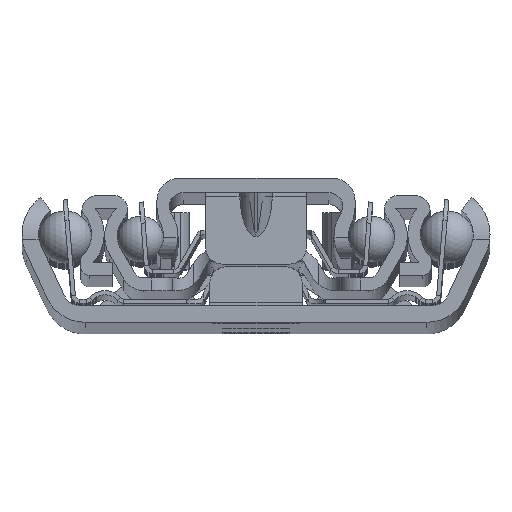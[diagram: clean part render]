
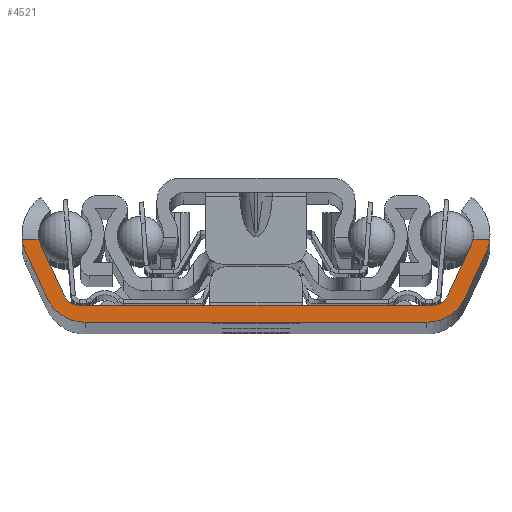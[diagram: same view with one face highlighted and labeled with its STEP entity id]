
A CAD part, top view. The second image highlights one B-rep face of the part: STEP entity #4521.
In plain terms, the highlighted planar face has unit normal (0, 0, 1).
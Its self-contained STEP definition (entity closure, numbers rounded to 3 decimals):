
#36=DIRECTION('',(1.,0.,0.));
#37=VECTOR('',#36,2.009);
#38=CARTESIAN_POINT('',(-27.867,9.9,0.));
#39=LINE('',#38,#37);
#40=CARTESIAN_POINT('',(-22.41,10.5,0.));
#41=DIRECTION('',(0.,0.,-1.));
#42=DIRECTION('',(-0.906,-0.423,0.));
#43=AXIS2_PLACEMENT_3D('',#40,#41,#42);
#45=DIRECTION('',(-0.423,0.906,0.));
#46=VECTOR('',#45,6.472);
#47=CARTESIAN_POINT('',(-22.847,3.155,0.));
#48=LINE('',#47,#46);
#49=CARTESIAN_POINT('',(-21.034,4.,0.));
#50=DIRECTION('',(0.,0.,-1.));
#51=DIRECTION('',(0.,-1.,0.));
#52=AXIS2_PLACEMENT_3D('',#49,#50,#51);
#54=DIRECTION('',(-1.,0.,0.));
#55=VECTOR('',#54,42.068);
#56=CARTESIAN_POINT('',(21.034,2.,0.));
#57=LINE('',#56,#55);
#58=CARTESIAN_POINT('',(21.034,4.,0.));
#59=DIRECTION('',(0.,0.,-1.));
#60=DIRECTION('',(0.906,-0.423,0.));
#61=AXIS2_PLACEMENT_3D('',#58,#59,#60);
#63=DIRECTION('',(-0.423,-0.906,0.));
#64=VECTOR('',#63,6.472);
#65=CARTESIAN_POINT('',(25.582,9.021,0.));
#66=LINE('',#65,#64);
#67=CARTESIAN_POINT('',(22.41,10.5,0.));
#68=DIRECTION('',(0.,0.,-1.));
#69=DIRECTION('',(0.985,-0.171,0.));
#70=AXIS2_PLACEMENT_3D('',#67,#68,#69);
#72=DIRECTION('',(1.,0.,0.));
#73=VECTOR('',#72,2.009);
#74=CARTESIAN_POINT('',(25.858,9.9,0.));
#75=LINE('',#74,#73);
#76=CARTESIAN_POINT('',(22.41,10.5,0.));
#77=DIRECTION('',(0.,0.,1.));
#78=DIRECTION('',(0.906,-0.423,0.));
#79=AXIS2_PLACEMENT_3D('',#76,#77,#78);
#81=DIRECTION('',(0.423,0.906,0.));
#82=VECTOR('',#81,5.84);
#83=CARTESIAN_POINT('',(24.918,2.887,0.));
#84=LINE('',#83,#82);
#85=CARTESIAN_POINT('',(20.386,5.,0.));
#86=DIRECTION('',(0.,0.,1.));
#87=DIRECTION('',(0.,-1.,0.));
#88=AXIS2_PLACEMENT_3D('',#85,#86,#87);
#90=DIRECTION('',(1.,0.,0.));
#91=VECTOR('',#90,40.772);
#92=CARTESIAN_POINT('',(-20.386,0.,0.));
#93=LINE('',#92,#91);
#94=CARTESIAN_POINT('',(-20.386,5.,0.));
#95=DIRECTION('',(0.,0.,1.));
#96=DIRECTION('',(-0.906,-0.423,0.));
#97=AXIS2_PLACEMENT_3D('',#94,#95,#96);
#99=DIRECTION('',(0.423,-0.906,0.));
#100=VECTOR('',#99,5.84);
#101=CARTESIAN_POINT('',(-27.386,8.18,0.));
#102=LINE('',#101,#100);
#103=CARTESIAN_POINT('',(-22.41,10.5,0.));
#104=DIRECTION('',(0.,0.,1.));
#105=DIRECTION('',(-0.994,-0.109,0.));
#106=AXIS2_PLACEMENT_3D('',#103,#104,#105);
#3769=CARTESIAN_POINT('',(-21.034,2.,0.));
#3770=CARTESIAN_POINT('',(-22.847,3.155,0.));
#3771=VERTEX_POINT('',#3769);
#3772=VERTEX_POINT('',#3770);
#3773=CARTESIAN_POINT('',(-25.582,9.021,0.));
#3774=VERTEX_POINT('',#3773);
#3775=CARTESIAN_POINT('',(-27.386,8.18,0.));
#3776=CARTESIAN_POINT('',(-24.918,2.887,0.));
#3777=VERTEX_POINT('',#3775);
#3778=VERTEX_POINT('',#3776);
#3779=CARTESIAN_POINT('',(-20.386,0.,0.));
#3780=VERTEX_POINT('',#3779);
#3781=CARTESIAN_POINT('',(20.386,0.,0.));
#3782=VERTEX_POINT('',#3781);
#3783=CARTESIAN_POINT('',(24.918,2.887,0.));
#3784=VERTEX_POINT('',#3783);
#3785=CARTESIAN_POINT('',(27.386,8.18,0.));
#3786=VERTEX_POINT('',#3785);
#3787=CARTESIAN_POINT('',(25.582,9.021,0.));
#3788=CARTESIAN_POINT('',(22.847,3.155,0.));
#3789=VERTEX_POINT('',#3787);
#3790=VERTEX_POINT('',#3788);
#3791=CARTESIAN_POINT('',(21.034,2.,0.));
#3792=VERTEX_POINT('',#3791);
#3873=CARTESIAN_POINT('',(-27.867,9.9,0.));
#3874=CARTESIAN_POINT('',(-25.858,9.9,0.));
#3875=VERTEX_POINT('',#3873);
#3876=VERTEX_POINT('',#3874);
#3877=CARTESIAN_POINT('',(25.858,9.9,0.));
#3878=CARTESIAN_POINT('',(27.867,9.9,0.));
#3879=VERTEX_POINT('',#3877);
#3880=VERTEX_POINT('',#3878);
#4482=CARTESIAN_POINT('',(0.,0.,0.));
#4483=DIRECTION('',(0.,0.,1.));
#4484=DIRECTION('',(1.,0.,0.));
#4485=AXIS2_PLACEMENT_3D('',#4482,#4483,#4484);
#4486=PLANE('',#4485);
#4488=ORIENTED_EDGE('',*,*,#4487,.T.);
#4490=ORIENTED_EDGE('',*,*,#4489,.F.);
#4492=ORIENTED_EDGE('',*,*,#4491,.F.);
#4494=ORIENTED_EDGE('',*,*,#4493,.F.);
#4496=ORIENTED_EDGE('',*,*,#4495,.F.);
#4498=ORIENTED_EDGE('',*,*,#4497,.F.);
#4500=ORIENTED_EDGE('',*,*,#4499,.F.);
#4502=ORIENTED_EDGE('',*,*,#4501,.F.);
#4504=ORIENTED_EDGE('',*,*,#4503,.T.);
#4506=ORIENTED_EDGE('',*,*,#4505,.F.);
#4508=ORIENTED_EDGE('',*,*,#4507,.F.);
#4510=ORIENTED_EDGE('',*,*,#4509,.F.);
#4512=ORIENTED_EDGE('',*,*,#4511,.F.);
#4514=ORIENTED_EDGE('',*,*,#4513,.F.);
#4516=ORIENTED_EDGE('',*,*,#4515,.F.);
#4518=ORIENTED_EDGE('',*,*,#4517,.F.);
#4519=EDGE_LOOP('',(#4488,#4490,#4492,#4494,#4496,#4498,#4500,#4502,#4504,#4506,
#4508,#4510,#4512,#4514,#4516,#4518));
#4520=FACE_OUTER_BOUND('',#4519,.F.);
#4521=ADVANCED_FACE('',(#4520),#4486,.T.);
#44=CIRCLE('',#43,3.5);
#53=CIRCLE('',#52,2.);
#62=CIRCLE('',#61,2.);
#71=CIRCLE('',#70,3.5);
#80=CIRCLE('',#79,5.49);
#89=CIRCLE('',#88,5.);
#98=CIRCLE('',#97,5.);
#107=CIRCLE('',#106,5.49);
#4487=EDGE_CURVE('',#3875,#3876,#39,.T.);
#4489=EDGE_CURVE('',#3774,#3876,#44,.T.);
#4491=EDGE_CURVE('',#3772,#3774,#48,.T.);
#4493=EDGE_CURVE('',#3771,#3772,#53,.T.);
#4495=EDGE_CURVE('',#3792,#3771,#57,.T.);
#4497=EDGE_CURVE('',#3790,#3792,#62,.T.);
#4499=EDGE_CURVE('',#3789,#3790,#66,.T.);
#4501=EDGE_CURVE('',#3879,#3789,#71,.T.);
#4503=EDGE_CURVE('',#3879,#3880,#75,.T.);
#4505=EDGE_CURVE('',#3786,#3880,#80,.T.);
#4507=EDGE_CURVE('',#3784,#3786,#84,.T.);
#4509=EDGE_CURVE('',#3782,#3784,#89,.T.);
#4511=EDGE_CURVE('',#3780,#3782,#93,.T.);
#4513=EDGE_CURVE('',#3778,#3780,#98,.T.);
#4515=EDGE_CURVE('',#3777,#3778,#102,.T.);
#4517=EDGE_CURVE('',#3875,#3777,#107,.T.);
